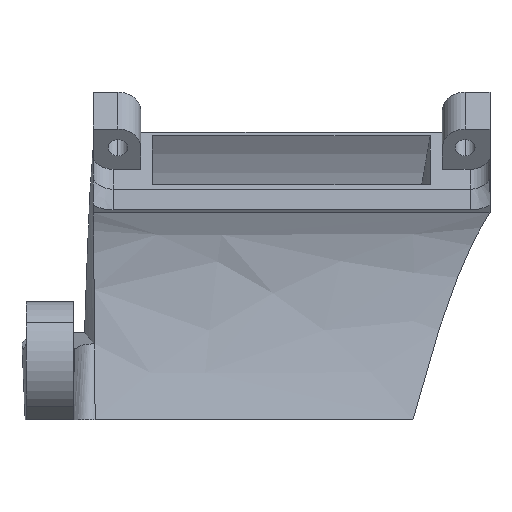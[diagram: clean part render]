
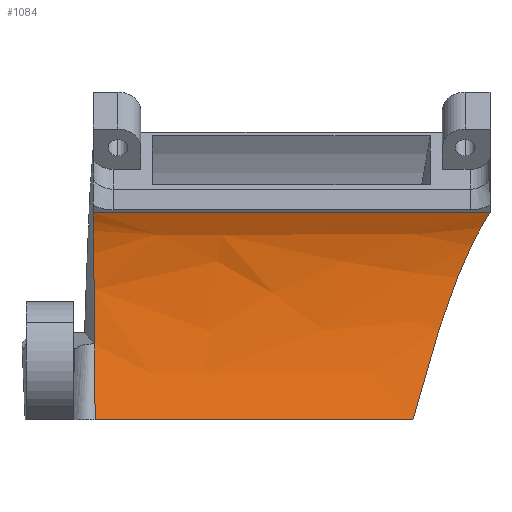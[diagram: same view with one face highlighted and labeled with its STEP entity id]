
A CAD part, front view. The second image highlights one B-rep face of the part: STEP entity #1084.
In plain terms, the highlighted free-form (B-spline) face has degree [3, 3] with [4, 4] control points.
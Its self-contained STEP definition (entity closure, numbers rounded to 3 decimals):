
#22 = VERTEX_POINT ( 'NONE', #1086 ) ;
#66 = CARTESIAN_POINT ( 'NONE',  ( 39.189, 65.642, 98.593 ) ) ;
#79 = EDGE_CURVE ( 'NONE', #22, #1366, #405, .T. ) ;
#105 = EDGE_CURVE ( 'NONE', #801, #1366, #1324, .T. ) ;
#114 = CARTESIAN_POINT ( 'NONE',  ( 71.249, 64.834, 95.804 ) ) ;
#122 = CARTESIAN_POINT ( 'NONE',  ( 39.078, 68.123, 112.771 ) ) ;
#130 = VERTEX_POINT ( 'NONE', #1511 ) ;
#165 = LINE ( 'NONE', #698, #885 ) ;
#177 = CARTESIAN_POINT ( 'NONE',  ( 39.153, 66.673, 103.462 ) ) ;
#197 = B_SPLINE_CURVE_WITH_KNOTS ( 'NONE', 3,
 ( #870, #505, #353, #1410 ),
 .UNSPECIFIED., .F., .F.,
 ( 4, 4 ),
 ( 0.279, 1. ),
 .UNSPECIFIED. ) ;
#211 = EDGE_LOOP ( 'NONE', ( #1679, #1661, #1484, #1668, #1066 ) ) ;
#222 = CARTESIAN_POINT ( 'NONE',  ( 39.207, 64.834, 95.804 ) ) ;
#353 = CARTESIAN_POINT ( 'NONE',  ( 39.06, 67.533, 113.861 ) ) ;
#364 = VERTEX_POINT ( 'NONE', #1059 ) ;
#365 = CARTESIAN_POINT ( 'NONE',  ( 71.249, 64.834, 95.804 ) ) ;
#380 = CARTESIAN_POINT ( 'NONE',  ( 73.862, 67.731, 105.909 ) ) ;
#390 = CARTESIAN_POINT ( 'NONE',  ( 63.993, 68.122, 112.835 ) ) ;
#405 = LINE ( 'NONE', #1217, #564 ) ;
#505 = CARTESIAN_POINT ( 'NONE',  ( 39.107, 67.756, 109.455 ) ) ;
#563 = DIRECTION ( 'NONE',  ( 1., 0., 0. ) ) ;
#564 = VECTOR ( 'NONE', #817, 1000. ) ;
#569 = CARTESIAN_POINT ( 'NONE',  ( 39.171, 66.255, 101.146 ) ) ;
#576 = CARTESIAN_POINT ( 'NONE',  ( 39.207, 64.834, 95.804 ) ) ;
#614 = B_SPLINE_SURFACE_WITH_KNOTS ( 'NONE', 3, 3, ( 
 ( #635, #906, #1296, #114 ),
 ( #1708, #1680, #779, #1311 ),
 ( #122, #887, #390, #1303 ),
 ( #1022, #650, #1175, #641 ) ),
 .UNSPECIFIED., .F., .F., .F.,
 ( 4, 4 ),
 ( 4, 4 ),
 ( 0., 1. ),
 ( 0., 1. ),
 .UNSPECIFIED. ) ;
#635 = CARTESIAN_POINT ( 'NONE',  ( 39.207, 64.834, 95.804 ) ) ;
#641 = CARTESIAN_POINT ( 'NONE',  ( 79.013, 66.006, 116.68 ) ) ;
#650 = CARTESIAN_POINT ( 'NONE',  ( 52.346, 66.006, 116.68 ) ) ;
#698 = CARTESIAN_POINT ( 'NONE',  ( 0., 66.006, 116.68 ) ) ;
#776 = CARTESIAN_POINT ( 'NONE',  ( 76.45, 68.122, 112.868 ) ) ;
#779 = CARTESIAN_POINT ( 'NONE',  ( 62.289, 67.732, 105.876 ) ) ;
#801 = VERTEX_POINT ( 'NONE', #1514 ) ;
#817 = DIRECTION ( 'NONE',  ( -1., 0., 0. ) ) ;
#870 = CARTESIAN_POINT ( 'NONE',  ( 39.153, 66.673, 103.462 ) ) ;
#885 = VECTOR ( 'NONE', #563, 1000. ) ;
#887 = CARTESIAN_POINT ( 'NONE',  ( 51.535, 68.123, 112.803 ) ) ;
#906 = CARTESIAN_POINT ( 'NONE',  ( 49.888, 64.834, 95.804 ) ) ;
#1022 = CARTESIAN_POINT ( 'NONE',  ( 39.013, 66.006, 116.68 ) ) ;
#1059 = CARTESIAN_POINT ( 'NONE',  ( 39.013, 66.006, 116.68 ) ) ;
#1066 = ORIENTED_EDGE ( 'NONE', *, *, #1602, .F. ) ;
#1084 = ADVANCED_FACE ( 'NONE', ( #1407 ), #614, .F. ) ;
#1086 = CARTESIAN_POINT ( 'NONE',  ( 71.249, 64.834, 95.804 ) ) ;
#1175 = CARTESIAN_POINT ( 'NONE',  ( 65.679, 66.006, 116.68 ) ) ;
#1217 = CARTESIAN_POINT ( 'NONE',  ( 55.228, 64.834, 95.804 ) ) ;
#1296 = CARTESIAN_POINT ( 'NONE',  ( 60.568, 64.834, 95.804 ) ) ;
#1300 = CARTESIAN_POINT ( 'NONE',  ( 79.013, 66.006, 116.68 ) ) ;
#1303 = CARTESIAN_POINT ( 'NONE',  ( 76.45, 68.122, 112.868 ) ) ;
#1311 = CARTESIAN_POINT ( 'NONE',  ( 73.862, 67.731, 105.909 ) ) ;
#1324 = B_SPLINE_CURVE_WITH_KNOTS ( 'NONE', 3,
 ( #177, #569, #66, #576 ),
 .UNSPECIFIED., .F., .F.,
 ( 4, 4 ),
 ( 0., 1. ),
 .UNSPECIFIED. ) ;
#1348 = EDGE_CURVE ( 'NONE', #22, #130, #1515, .T. ) ;
#1366 = VERTEX_POINT ( 'NONE', #222 ) ;
#1407 = FACE_OUTER_BOUND ( 'NONE', #211, .T. ) ;
#1410 = CARTESIAN_POINT ( 'NONE',  ( 39.013, 66.006, 116.68 ) ) ;
#1484 = ORIENTED_EDGE ( 'NONE', *, *, #1348, .T. ) ;
#1511 = CARTESIAN_POINT ( 'NONE',  ( 79.013, 66.006, 116.68 ) ) ;
#1514 = CARTESIAN_POINT ( 'NONE',  ( 39.153, 66.673, 103.462 ) ) ;
#1515 = B_SPLINE_CURVE_WITH_KNOTS ( 'NONE', 3,
 ( #365, #380, #776, #1300 ),
 .UNSPECIFIED., .F., .F.,
 ( 4, 4 ),
 ( 0., 1. ),
 .UNSPECIFIED. ) ;
#1554 = EDGE_CURVE ( 'NONE', #364, #130, #165, .T. ) ;
#1602 = EDGE_CURVE ( 'NONE', #801, #364, #197, .T. ) ;
#1661 = ORIENTED_EDGE ( 'NONE', *, *, #79, .F. ) ;
#1668 = ORIENTED_EDGE ( 'NONE', *, *, #1554, .F. ) ;
#1679 = ORIENTED_EDGE ( 'NONE', *, *, #105, .T. ) ;
#1680 = CARTESIAN_POINT ( 'NONE',  ( 50.716, 67.732, 105.844 ) ) ;
#1708 = CARTESIAN_POINT ( 'NONE',  ( 39.143, 67.732, 105.812 ) ) ;
